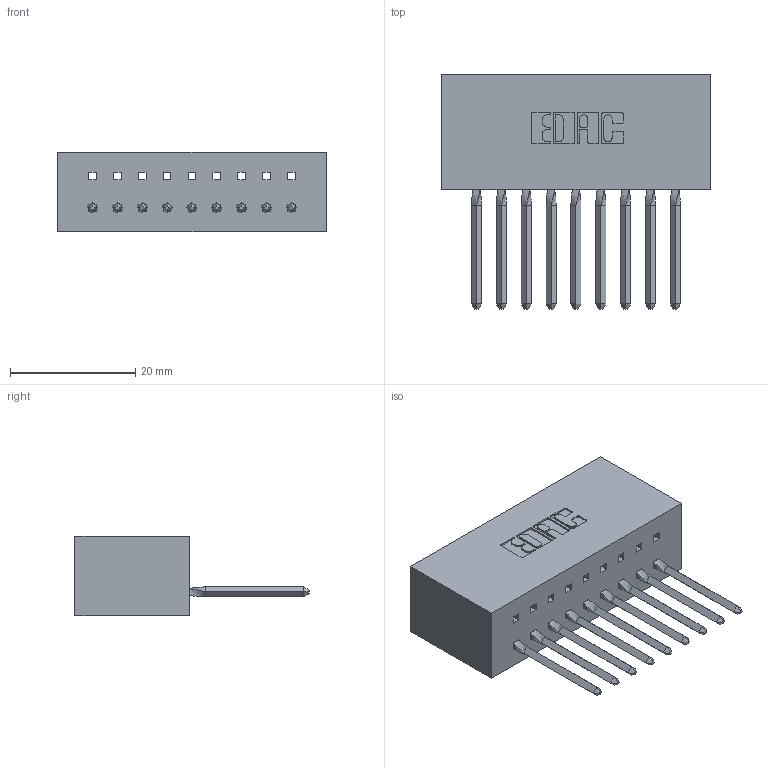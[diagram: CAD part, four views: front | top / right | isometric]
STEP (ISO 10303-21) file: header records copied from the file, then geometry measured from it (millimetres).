
FILE_DESCRIPTION (( 'STEP AP203' ), '1' );
FILE_NAME ('317-009-542-601.STEP', '2020-02-27T13:13:29', ( '' ), ( '' ), 'SwSTEP 2.0', 'SolidWorks 2016', '' );
FILE_SCHEMA (( 'CONFIG_CONTROL_DESIGN' ));
Length unit declared in the file: inch
Products named in the file (3): 317 Part_Lugless; 317-009-542-601; 317-290-003_542
Assembly tree (10 placements, depth 2):
  317-009-542-601
    317 Part_Lugless
    317-290-003_542  x9
Bounding box: 42.88 x 37.34 x 12.7 mm (x, y, z)
Volume: 7332.2 mm3; surface area: 8245.7 mm2
Topology: 10 solids, 10 shells, 765 faces, 2192 edges, 1418 vertices
Faces by surface type: plane 626, cylinder 103, bspline 36
Entity records: 15933 total; most frequent: CARTESIAN_POINT 3064, ORIENTED_EDGE 2736, DIRECTION 2334, EDGE_CURVE 1368, VECTOR 1206, LINE 1206, VERTEX_POINT 906, AXIS2_PLACEMENT_3D 564
